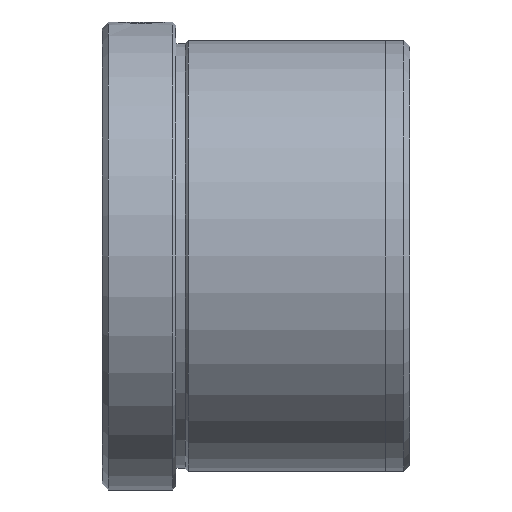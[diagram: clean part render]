
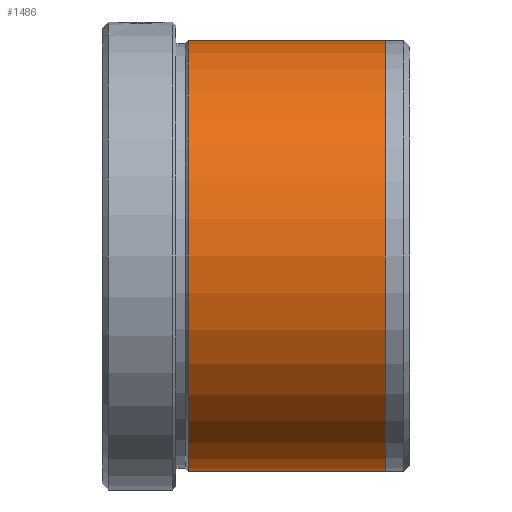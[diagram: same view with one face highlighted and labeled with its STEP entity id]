
A CAD part, left-side view. The second image highlights one B-rep face of the part: STEP entity #1486.
In plain terms, the highlighted cylindrical face has radius 35 mm (diameter 70 mm), a partial arc.
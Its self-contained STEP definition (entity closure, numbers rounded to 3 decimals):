
#96 = CARTESIAN_POINT ( 'NONE',  ( 0., -46., 0. ) ) ;
#130 = EDGE_CURVE ( 'NONE', #884, #762, #740, .T. ) ;
#137 = AXIS2_PLACEMENT_3D ( 'NONE', #96, #1057, #240 ) ;
#159 = DIRECTION ( 'NONE',  ( 0., 1., 0. ) ) ;
#204 = CIRCLE ( 'NONE', #635, 35. ) ;
#240 = DIRECTION ( 'NONE',  ( 0., 0., -1. ) ) ;
#268 = ORIENTED_EDGE ( 'NONE', *, *, #130, .F. ) ;
#328 = DIRECTION ( 'NONE',  ( 0., 1., 0. ) ) ;
#360 = VERTEX_POINT ( 'NONE', #1404 ) ;
#370 = VECTOR ( 'NONE', #871, 1000. ) ;
#438 = CARTESIAN_POINT ( 'NONE',  ( 0., 0., 35. ) ) ;
#567 = VECTOR ( 'NONE', #159, 1000. ) ;
#635 = AXIS2_PLACEMENT_3D ( 'NONE', #1143, #328, #1282 ) ;
#712 = AXIS2_PLACEMENT_3D ( 'NONE', #844, #977, #1525 ) ;
#726 = CARTESIAN_POINT ( 'NONE',  ( 0., -46., 35. ) ) ;
#740 = LINE ( 'NONE', #1658, #370 ) ;
#762 = VERTEX_POINT ( 'NONE', #1314 ) ;
#844 = CARTESIAN_POINT ( 'NONE',  ( 0., 0., 0. ) ) ;
#871 = DIRECTION ( 'NONE',  ( 0., 1., 0. ) ) ;
#884 = VERTEX_POINT ( 'NONE', #1785 ) ;
#921 = CYLINDRICAL_SURFACE ( 'NONE', #712, 35. ) ;
#977 = DIRECTION ( 'NONE',  ( 0., 1., 0. ) ) ;
#1030 = ORIENTED_EDGE ( 'NONE', *, *, #1479, .T. ) ;
#1057 = DIRECTION ( 'NONE',  ( 0., -1., 0. ) ) ;
#1073 = CIRCLE ( 'NONE', #137, 35. ) ;
#1076 = EDGE_CURVE ( 'NONE', #1331, #884, #1073, .T. ) ;
#1143 = CARTESIAN_POINT ( 'NONE',  ( 0., -14., 0. ) ) ;
#1282 = DIRECTION ( 'NONE',  ( 0., 0., 1. ) ) ;
#1301 = FACE_OUTER_BOUND ( 'NONE', #1359, .T. ) ;
#1314 = CARTESIAN_POINT ( 'NONE',  ( 0., -14., -35. ) ) ;
#1331 = VERTEX_POINT ( 'NONE', #726 ) ;
#1332 = LINE ( 'NONE', #438, #567 ) ;
#1359 = EDGE_LOOP ( 'NONE', ( #268, #1626, #1030, #1754 ) ) ;
#1404 = CARTESIAN_POINT ( 'NONE',  ( 0., -14., 35. ) ) ;
#1479 = EDGE_CURVE ( 'NONE', #1331, #360, #1332, .T. ) ;
#1486 = ADVANCED_FACE ( 'NONE', ( #1301 ), #921, .T. ) ;
#1525 = DIRECTION ( 'NONE',  ( 0., 0., 1. ) ) ;
#1538 = EDGE_CURVE ( 'NONE', #762, #360, #204, .T. ) ;
#1626 = ORIENTED_EDGE ( 'NONE', *, *, #1076, .F. ) ;
#1658 = CARTESIAN_POINT ( 'NONE',  ( 0., 0., -35. ) ) ;
#1754 = ORIENTED_EDGE ( 'NONE', *, *, #1538, .F. ) ;
#1785 = CARTESIAN_POINT ( 'NONE',  ( 0., -46., -35. ) ) ;
